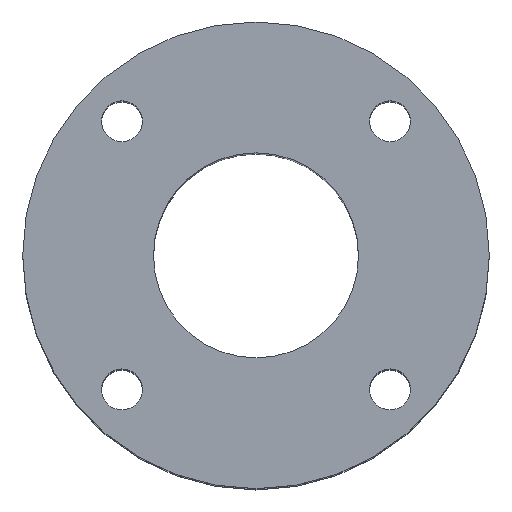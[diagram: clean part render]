
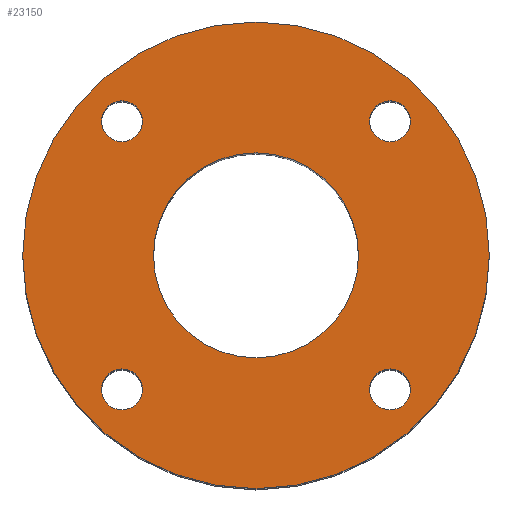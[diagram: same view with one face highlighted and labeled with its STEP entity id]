
A CAD part, top view. The second image highlights one B-rep face of the part: STEP entity #23150.
In plain terms, the highlighted planar face has unit normal (0, 0, 1).
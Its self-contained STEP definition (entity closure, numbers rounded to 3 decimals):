
#112 = VERTEX_POINT ( 'NONE', #20860 ) ;
#434 = VERTEX_POINT ( 'NONE', #27904 ) ;
#583 = CARTESIAN_POINT ( 'NONE',  ( 0., 0., 0. ) ) ;
#596 = FACE_BOUND ( 'NONE', #5850, .T. ) ;
#645 = CARTESIAN_POINT ( 'NONE',  ( 52.962, 45.962, 0. ) ) ;
#767 = CIRCLE ( 'NONE', #12282, 7. ) ;
#973 = CIRCLE ( 'NONE', #2884, 7. ) ;
#1024 = VERTEX_POINT ( 'NONE', #22803 ) ;
#1177 = EDGE_CURVE ( 'NONE', #15000, #8802, #24307, .T. ) ;
#1185 = PLANE ( 'NONE',  #19772 ) ;
#1323 = AXIS2_PLACEMENT_3D ( 'NONE', #7450, #3372, #10303 ) ;
#1414 = ORIENTED_EDGE ( 'NONE', *, *, #9886, .F. ) ;
#1430 = CIRCLE ( 'NONE', #5776, 7. ) ;
#1551 = CARTESIAN_POINT ( 'NONE',  ( 35.15, 0., 0. ) ) ;
#1805 = CIRCLE ( 'NONE', #1323, 7. ) ;
#1949 = EDGE_CURVE ( 'NONE', #8538, #2199, #767, .T. ) ;
#2198 = AXIS2_PLACEMENT_3D ( 'NONE', #4587, #13763, #11654 ) ;
#2199 = VERTEX_POINT ( 'NONE', #17321 ) ;
#2668 = CARTESIAN_POINT ( 'NONE',  ( 52.962, -45.962, 0. ) ) ;
#2884 = AXIS2_PLACEMENT_3D ( 'NONE', #8345, #20068, #19923 ) ;
#3295 = EDGE_CURVE ( 'NONE', #112, #18358, #15667, .T. ) ;
#3372 = DIRECTION ( 'NONE',  ( 0., 0., 1. ) ) ;
#3568 = DIRECTION ( 'NONE',  ( 1., 0., 0. ) ) ;
#3626 = CARTESIAN_POINT ( 'NONE',  ( 45.962, -45.962, 0. ) ) ;
#3919 = AXIS2_PLACEMENT_3D ( 'NONE', #3626, #12801, #14466 ) ;
#4587 = CARTESIAN_POINT ( 'NONE',  ( -45.962, -45.962, 0. ) ) ;
#5297 = AXIS2_PLACEMENT_3D ( 'NONE', #27739, #18693, #14321 ) ;
#5413 = FACE_BOUND ( 'NONE', #8996, .T. ) ;
#5424 = CARTESIAN_POINT ( 'NONE',  ( -45.962, -45.962, 0. ) ) ;
#5672 = EDGE_CURVE ( 'NONE', #8802, #15000, #14934, .T. ) ;
#5717 = AXIS2_PLACEMENT_3D ( 'NONE', #18703, #20513, #16159 ) ;
#5776 = AXIS2_PLACEMENT_3D ( 'NONE', #6448, #24815, #9166 ) ;
#5850 = EDGE_LOOP ( 'NONE', ( #18279, #11759 ) ) ;
#6448 = CARTESIAN_POINT ( 'NONE',  ( -45.962, 45.962, 0. ) ) ;
#6894 = CARTESIAN_POINT ( 'NONE',  ( 0., 0., 0. ) ) ;
#7059 = EDGE_CURVE ( 'NONE', #27520, #15111, #973, .T. ) ;
#7268 = AXIS2_PLACEMENT_3D ( 'NONE', #26745, #27046, #3568 ) ;
#7450 = CARTESIAN_POINT ( 'NONE',  ( 45.962, -45.962, 0. ) ) ;
#7826 = DIRECTION ( 'NONE',  ( -1., 0., 0. ) ) ;
#8345 = CARTESIAN_POINT ( 'NONE',  ( 45.962, 45.962, 0. ) ) ;
#8394 = CARTESIAN_POINT ( 'NONE',  ( -52.962, 45.962, 0. ) ) ;
#8538 = VERTEX_POINT ( 'NONE', #8394 ) ;
#8802 = VERTEX_POINT ( 'NONE', #20351 ) ;
#8996 = EDGE_LOOP ( 'NONE', ( #14404, #10729 ) ) ;
#9161 = DIRECTION ( 'NONE',  ( 0., 1., 0. ) ) ;
#9166 = DIRECTION ( 'NONE',  ( 0., 1., 0. ) ) ;
#9771 = DIRECTION ( 'NONE',  ( 0., 0., 1. ) ) ;
#9886 = EDGE_CURVE ( 'NONE', #15738, #1024, #18677, .T. ) ;
#10303 = DIRECTION ( 'NONE',  ( 0., -1., 0. ) ) ;
#10326 = EDGE_LOOP ( 'NONE', ( #19476, #17860 ) ) ;
#10729 = ORIENTED_EDGE ( 'NONE', *, *, #25327, .F. ) ;
#11654 = DIRECTION ( 'NONE',  ( -1., 0., 0. ) ) ;
#11759 = ORIENTED_EDGE ( 'NONE', *, *, #5672, .F. ) ;
#12282 = AXIS2_PLACEMENT_3D ( 'NONE', #18033, #27215, #9161 ) ;
#12535 = ORIENTED_EDGE ( 'NONE', *, *, #1949, .F. ) ;
#12618 = DIRECTION ( 'NONE',  ( 0., 0., -1. ) ) ;
#12801 = DIRECTION ( 'NONE',  ( 0., 0., 1. ) ) ;
#13763 = DIRECTION ( 'NONE',  ( 0., 0., 1. ) ) ;
#14321 = DIRECTION ( 'NONE',  ( 1., 0., 0. ) ) ;
#14404 = ORIENTED_EDGE ( 'NONE', *, *, #23883, .F. ) ;
#14466 = DIRECTION ( 'NONE',  ( 0., -1., 0. ) ) ;
#14478 = CIRCLE ( 'NONE', #7268, 35.15 ) ;
#14575 = FACE_BOUND ( 'NONE', #19817, .T. ) ;
#14586 = DIRECTION ( 'NONE',  ( 0., 0., 1. ) ) ;
#14934 = CIRCLE ( 'NONE', #17341, 7. ) ;
#15000 = VERTEX_POINT ( 'NONE', #23510 ) ;
#15111 = VERTEX_POINT ( 'NONE', #28757 ) ;
#15590 = ORIENTED_EDGE ( 'NONE', *, *, #18547, .F. ) ;
#15667 = CIRCLE ( 'NONE', #27230, 80. ) ;
#15738 = VERTEX_POINT ( 'NONE', #1551 ) ;
#16159 = DIRECTION ( 'NONE',  ( 1., 0., 0. ) ) ;
#16360 = VERTEX_POINT ( 'NONE', #2668 ) ;
#17134 = CARTESIAN_POINT ( 'NONE',  ( 0., 35.15, 0. ) ) ;
#17321 = CARTESIAN_POINT ( 'NONE',  ( -38.962, 45.962, 0. ) ) ;
#17341 = AXIS2_PLACEMENT_3D ( 'NONE', #5424, #14586, #7826 ) ;
#17798 = AXIS2_PLACEMENT_3D ( 'NONE', #583, #9771, #18942 ) ;
#17860 = ORIENTED_EDGE ( 'NONE', *, *, #26793, .F. ) ;
#18033 = CARTESIAN_POINT ( 'NONE',  ( -45.962, 45.962, 0. ) ) ;
#18182 = DIRECTION ( 'NONE',  ( 1., 0., 0. ) ) ;
#18279 = ORIENTED_EDGE ( 'NONE', *, *, #1177, .F. ) ;
#18358 = VERTEX_POINT ( 'NONE', #23479 ) ;
#18485 = ORIENTED_EDGE ( 'NONE', *, *, #3295, .T. ) ;
#18547 = EDGE_CURVE ( 'NONE', #2199, #8538, #1430, .T. ) ;
#18677 = CIRCLE ( 'NONE', #5717, 35.15 ) ;
#18693 = DIRECTION ( 'NONE',  ( 0., 0., 1. ) ) ;
#18703 = CARTESIAN_POINT ( 'NONE',  ( 0., 0., 0. ) ) ;
#18942 = DIRECTION ( 'NONE',  ( 1., 0., 0. ) ) ;
#18955 = DIRECTION ( 'NONE',  ( -1., 0., 0. ) ) ;
#19239 = CIRCLE ( 'NONE', #17798, 80. ) ;
#19476 = ORIENTED_EDGE ( 'NONE', *, *, #7059, .F. ) ;
#19772 = AXIS2_PLACEMENT_3D ( 'NONE', #17134, #12618, #18955 ) ;
#19817 = EDGE_LOOP ( 'NONE', ( #15590, #12535 ) ) ;
#19923 = DIRECTION ( 'NONE',  ( 1., 0., 0. ) ) ;
#20068 = DIRECTION ( 'NONE',  ( 0., 0., 1. ) ) ;
#20289 = DIRECTION ( 'NONE',  ( 0., 0., 1. ) ) ;
#20351 = CARTESIAN_POINT ( 'NONE',  ( -52.962, -45.962, 0. ) ) ;
#20513 = DIRECTION ( 'NONE',  ( 0., 0., 1. ) ) ;
#20537 = EDGE_CURVE ( 'NONE', #18358, #112, #19239, .T. ) ;
#20860 = CARTESIAN_POINT ( 'NONE',  ( 80., 0., 0. ) ) ;
#21213 = FACE_BOUND ( 'NONE', #10326, .T. ) ;
#21662 = FACE_BOUND ( 'NONE', #22995, .T. ) ;
#21751 = ORIENTED_EDGE ( 'NONE', *, *, #27006, .F. ) ;
#22803 = CARTESIAN_POINT ( 'NONE',  ( -35.15, 0., 0. ) ) ;
#22995 = EDGE_LOOP ( 'NONE', ( #1414, #21751 ) ) ;
#23150 = ADVANCED_FACE ( 'NONE', ( #5413, #596, #14575, #21213, #21662, #28580 ), #1185, .F. ) ;
#23479 = CARTESIAN_POINT ( 'NONE',  ( -80., 0., 0. ) ) ;
#23510 = CARTESIAN_POINT ( 'NONE',  ( -38.962, -45.962, 0. ) ) ;
#23610 = ORIENTED_EDGE ( 'NONE', *, *, #20537, .T. ) ;
#23635 = CIRCLE ( 'NONE', #5297, 7. ) ;
#23883 = EDGE_CURVE ( 'NONE', #16360, #434, #28446, .T. ) ;
#24307 = CIRCLE ( 'NONE', #2198, 7. ) ;
#24815 = DIRECTION ( 'NONE',  ( 0., 0., 1. ) ) ;
#25327 = EDGE_CURVE ( 'NONE', #434, #16360, #1805, .T. ) ;
#26745 = CARTESIAN_POINT ( 'NONE',  ( 0., 0., 0. ) ) ;
#26793 = EDGE_CURVE ( 'NONE', #15111, #27520, #23635, .T. ) ;
#27006 = EDGE_CURVE ( 'NONE', #1024, #15738, #14478, .T. ) ;
#27046 = DIRECTION ( 'NONE',  ( 0., 0., 1. ) ) ;
#27215 = DIRECTION ( 'NONE',  ( 0., 0., 1. ) ) ;
#27230 = AXIS2_PLACEMENT_3D ( 'NONE', #6894, #20289, #18182 ) ;
#27233 = EDGE_LOOP ( 'NONE', ( #18485, #23610 ) ) ;
#27520 = VERTEX_POINT ( 'NONE', #645 ) ;
#27739 = CARTESIAN_POINT ( 'NONE',  ( 45.962, 45.962, 0. ) ) ;
#27904 = CARTESIAN_POINT ( 'NONE',  ( 38.962, -45.962, 0. ) ) ;
#28446 = CIRCLE ( 'NONE', #3919, 7. ) ;
#28580 = FACE_OUTER_BOUND ( 'NONE', #27233, .T. ) ;
#28757 = CARTESIAN_POINT ( 'NONE',  ( 38.962, 45.962, 0. ) ) ;
